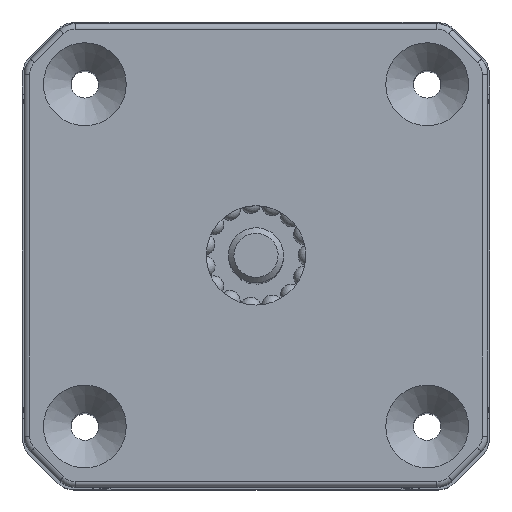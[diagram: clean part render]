
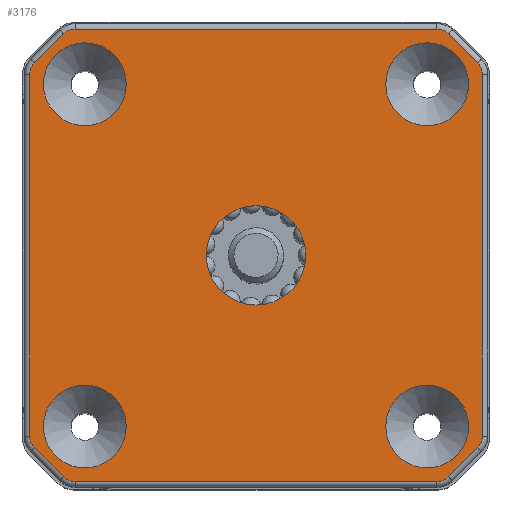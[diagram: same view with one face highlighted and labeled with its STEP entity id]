
A CAD part, top view. The second image highlights one B-rep face of the part: STEP entity #3176.
In plain terms, the highlighted planar face has unit normal (0, 0, 1).
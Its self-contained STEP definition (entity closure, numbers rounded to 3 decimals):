
#174=FACE_BOUND('',#749,.T.);
#175=FACE_BOUND('',#750,.T.);
#176=FACE_BOUND('',#751,.T.);
#177=FACE_BOUND('',#752,.T.);
#178=FACE_BOUND('',#753,.T.);
#291=CIRCLE('',#3467,3.75);
#293=CIRCLE('',#3470,3.75);
#295=CIRCLE('',#3473,3.75);
#297=CIRCLE('',#3476,3.75);
#298=CIRCLE('',#3478,4.5);
#299=CIRCLE('',#3484,1.5);
#300=CIRCLE('',#3485,1.5);
#301=CIRCLE('',#3486,1.5);
#302=CIRCLE('',#3487,1.5);
#303=CIRCLE('',#3488,1.5);
#304=CIRCLE('',#3489,1.5);
#305=CIRCLE('',#3490,1.5);
#306=CIRCLE('',#3491,1.5);
#562=FACE_OUTER_BOUND('',#748,.T.);
#748=EDGE_LOOP('',(#2391,#2392,#2393,#2394,#2395,#2396,#2397,#2398,#2399,
#2400,#2401,#2402,#2403,#2404,#2405,#2406));
#749=EDGE_LOOP('',(#2407));
#750=EDGE_LOOP('',(#2408));
#751=EDGE_LOOP('',(#2409));
#752=EDGE_LOOP('',(#2410));
#753=EDGE_LOOP('',(#2411));
#971=LINE('',#5190,#1142);
#972=LINE('',#5194,#1143);
#973=LINE('',#5198,#1144);
#974=LINE('',#5202,#1145);
#975=LINE('',#5206,#1146);
#976=LINE('',#5210,#1147);
#977=LINE('',#5214,#1148);
#978=LINE('',#5218,#1149);
#1142=VECTOR('',#4214,1000.);
#1143=VECTOR('',#4217,1000.);
#1144=VECTOR('',#4220,1000.);
#1145=VECTOR('',#4223,1000.);
#1146=VECTOR('',#4226,1000.);
#1147=VECTOR('',#4229,1000.);
#1148=VECTOR('',#4232,1000.);
#1149=VECTOR('',#4235,1000.);
#1334=VERTEX_POINT('',#5102);
#1336=VERTEX_POINT('',#5108);
#1338=VERTEX_POINT('',#5114);
#1340=VERTEX_POINT('',#5120);
#1341=VERTEX_POINT('',#5124);
#1366=VERTEX_POINT('',#5188);
#1367=VERTEX_POINT('',#5189);
#1368=VERTEX_POINT('',#5191);
#1369=VERTEX_POINT('',#5193);
#1370=VERTEX_POINT('',#5195);
#1371=VERTEX_POINT('',#5197);
#1372=VERTEX_POINT('',#5199);
#1373=VERTEX_POINT('',#5201);
#1374=VERTEX_POINT('',#5203);
#1375=VERTEX_POINT('',#5205);
#1376=VERTEX_POINT('',#5207);
#1377=VERTEX_POINT('',#5209);
#1378=VERTEX_POINT('',#5211);
#1379=VERTEX_POINT('',#5213);
#1380=VERTEX_POINT('',#5215);
#1381=VERTEX_POINT('',#5217);
#1726=EDGE_CURVE('',#1334,#1334,#291,.T.);
#1729=EDGE_CURVE('',#1336,#1336,#293,.T.);
#1732=EDGE_CURVE('',#1338,#1338,#295,.T.);
#1735=EDGE_CURVE('',#1340,#1340,#297,.T.);
#1737=EDGE_CURVE('',#1341,#1341,#298,.T.);
#1770=EDGE_CURVE('',#1366,#1367,#971,.T.);
#1771=EDGE_CURVE('',#1367,#1368,#299,.T.);
#1772=EDGE_CURVE('',#1368,#1369,#972,.T.);
#1773=EDGE_CURVE('',#1369,#1370,#300,.T.);
#1774=EDGE_CURVE('',#1370,#1371,#973,.T.);
#1775=EDGE_CURVE('',#1371,#1372,#301,.T.);
#1776=EDGE_CURVE('',#1372,#1373,#974,.T.);
#1777=EDGE_CURVE('',#1373,#1374,#302,.T.);
#1778=EDGE_CURVE('',#1374,#1375,#975,.T.);
#1779=EDGE_CURVE('',#1375,#1376,#303,.T.);
#1780=EDGE_CURVE('',#1376,#1377,#976,.T.);
#1781=EDGE_CURVE('',#1377,#1378,#304,.T.);
#1782=EDGE_CURVE('',#1378,#1379,#977,.T.);
#1783=EDGE_CURVE('',#1379,#1380,#305,.T.);
#1784=EDGE_CURVE('',#1380,#1381,#978,.T.);
#1785=EDGE_CURVE('',#1381,#1366,#306,.T.);
#2391=ORIENTED_EDGE('',*,*,#1770,.T.);
#2392=ORIENTED_EDGE('',*,*,#1771,.T.);
#2393=ORIENTED_EDGE('',*,*,#1772,.T.);
#2394=ORIENTED_EDGE('',*,*,#1773,.T.);
#2395=ORIENTED_EDGE('',*,*,#1774,.T.);
#2396=ORIENTED_EDGE('',*,*,#1775,.T.);
#2397=ORIENTED_EDGE('',*,*,#1776,.T.);
#2398=ORIENTED_EDGE('',*,*,#1777,.T.);
#2399=ORIENTED_EDGE('',*,*,#1778,.T.);
#2400=ORIENTED_EDGE('',*,*,#1779,.T.);
#2401=ORIENTED_EDGE('',*,*,#1780,.T.);
#2402=ORIENTED_EDGE('',*,*,#1781,.T.);
#2403=ORIENTED_EDGE('',*,*,#1782,.T.);
#2404=ORIENTED_EDGE('',*,*,#1783,.T.);
#2405=ORIENTED_EDGE('',*,*,#1784,.T.);
#2406=ORIENTED_EDGE('',*,*,#1785,.T.);
#2407=ORIENTED_EDGE('',*,*,#1735,.T.);
#2408=ORIENTED_EDGE('',*,*,#1732,.T.);
#2409=ORIENTED_EDGE('',*,*,#1729,.T.);
#2410=ORIENTED_EDGE('',*,*,#1726,.T.);
#2411=ORIENTED_EDGE('',*,*,#1737,.T.);
#3063=PLANE('',#3483);
#3176=ADVANCED_FACE('',(#562,#174,#175,#176,#177,#178),#3063,.F.);
#3467=AXIS2_PLACEMENT_3D('',#5104,#4144,#4145);
#3470=AXIS2_PLACEMENT_3D('',#5110,#4151,#4152);
#3473=AXIS2_PLACEMENT_3D('',#5116,#4158,#4159);
#3476=AXIS2_PLACEMENT_3D('',#5122,#4165,#4166);
#3478=AXIS2_PLACEMENT_3D('',#5126,#4170,#4171);
#3483=AXIS2_PLACEMENT_3D('',#5187,#4212,#4213);
#3484=AXIS2_PLACEMENT_3D('',#5192,#4215,#4216);
#3485=AXIS2_PLACEMENT_3D('',#5196,#4218,#4219);
#3486=AXIS2_PLACEMENT_3D('',#5200,#4221,#4222);
#3487=AXIS2_PLACEMENT_3D('',#5204,#4224,#4225);
#3488=AXIS2_PLACEMENT_3D('',#5208,#4227,#4228);
#3489=AXIS2_PLACEMENT_3D('',#5212,#4230,#4231);
#3490=AXIS2_PLACEMENT_3D('',#5216,#4233,#4234);
#3491=AXIS2_PLACEMENT_3D('',#5219,#4236,#4237);
#4144=DIRECTION('center_axis',(0.,0.,-1.));
#4145=DIRECTION('ref_axis',(0.,1.,0.));
#4151=DIRECTION('center_axis',(0.,0.,-1.));
#4152=DIRECTION('ref_axis',(0.,1.,0.));
#4158=DIRECTION('center_axis',(0.,0.,-1.));
#4159=DIRECTION('ref_axis',(0.,1.,0.));
#4165=DIRECTION('center_axis',(0.,0.,-1.));
#4166=DIRECTION('ref_axis',(0.,1.,0.));
#4170=DIRECTION('center_axis',(0.,0.,-1.));
#4171=DIRECTION('ref_axis',(0.,1.,0.));
#4212=DIRECTION('center_axis',(0.,0.,-1.));
#4213=DIRECTION('ref_axis',(0.,1.,0.));
#4214=DIRECTION('',(-1.,0.,0.));
#4215=DIRECTION('center_axis',(0.,0.,1.));
#4216=DIRECTION('ref_axis',(0.,1.,0.));
#4217=DIRECTION('',(-0.707,-0.707,0.));
#4218=DIRECTION('center_axis',(0.,0.,1.));
#4219=DIRECTION('ref_axis',(0.,1.,0.));
#4220=DIRECTION('',(0.,-1.,0.));
#4221=DIRECTION('center_axis',(0.,0.,1.));
#4222=DIRECTION('ref_axis',(0.,1.,0.));
#4223=DIRECTION('',(0.707,-0.707,0.));
#4224=DIRECTION('center_axis',(0.,0.,1.));
#4225=DIRECTION('ref_axis',(0.,1.,0.));
#4226=DIRECTION('',(1.,0.,0.));
#4227=DIRECTION('center_axis',(0.,0.,1.));
#4228=DIRECTION('ref_axis',(0.,1.,0.));
#4229=DIRECTION('',(0.707,0.707,0.));
#4230=DIRECTION('center_axis',(0.,0.,1.));
#4231=DIRECTION('ref_axis',(0.,1.,0.));
#4232=DIRECTION('',(0.,1.,0.));
#4233=DIRECTION('center_axis',(0.,0.,1.));
#4234=DIRECTION('ref_axis',(0.,1.,0.));
#4235=DIRECTION('',(-0.707,0.707,0.));
#4236=DIRECTION('center_axis',(0.,0.,1.));
#4237=DIRECTION('ref_axis',(0.,1.,0.));
#5102=CARTESIAN_POINT('',(-20.2,4.25,1125.));
#5104=CARTESIAN_POINT('Origin',(-20.2,0.5,1125.));
#5108=CARTESIAN_POINT('',(10.8,4.25,1125.));
#5110=CARTESIAN_POINT('Origin',(10.8,0.5,1125.));
#5114=CARTESIAN_POINT('',(10.8,-26.75,1125.));
#5116=CARTESIAN_POINT('Origin',(10.8,-30.5,1125.));
#5120=CARTESIAN_POINT('',(-20.2,-26.75,1125.));
#5122=CARTESIAN_POINT('Origin',(-20.2,-30.5,1125.));
#5124=CARTESIAN_POINT('',(-4.7,-10.5,1125.));
#5126=CARTESIAN_POINT('Origin',(-4.7,-15.,1125.));
#5187=CARTESIAN_POINT('Origin',(-4.7,-15.,1125.));
#5188=CARTESIAN_POINT('',(11.672,5.5,1125.));
#5189=CARTESIAN_POINT('',(-21.072,5.5,1125.));
#5190=CARTESIAN_POINT('',(-4.7,5.5,1125.));
#5191=CARTESIAN_POINT('',(-22.132,5.061,1125.));
#5192=CARTESIAN_POINT('Origin',(-21.072,4.,1125.));
#5193=CARTESIAN_POINT('',(-24.761,2.432,1125.));
#5194=CARTESIAN_POINT('',(-23.446,3.746,1125.));
#5195=CARTESIAN_POINT('',(-25.2,1.372,1125.));
#5196=CARTESIAN_POINT('Origin',(-23.7,1.372,1125.));
#5197=CARTESIAN_POINT('',(-25.2,-31.372,1125.));
#5198=CARTESIAN_POINT('',(-25.2,-31.372,1125.));
#5199=CARTESIAN_POINT('',(-24.761,-32.432,1125.));
#5200=CARTESIAN_POINT('Origin',(-23.7,-31.372,1125.));
#5201=CARTESIAN_POINT('',(-22.132,-35.061,1125.));
#5202=CARTESIAN_POINT('',(-22.132,-35.061,1125.));
#5203=CARTESIAN_POINT('',(-21.072,-35.5,1125.));
#5204=CARTESIAN_POINT('Origin',(-21.072,-34.,1125.));
#5205=CARTESIAN_POINT('',(11.672,-35.5,1125.));
#5206=CARTESIAN_POINT('',(11.672,-35.5,1125.));
#5207=CARTESIAN_POINT('',(12.732,-35.061,1125.));
#5208=CARTESIAN_POINT('Origin',(11.672,-34.,1125.));
#5209=CARTESIAN_POINT('',(15.361,-32.432,1125.));
#5210=CARTESIAN_POINT('',(15.361,-32.432,1125.));
#5211=CARTESIAN_POINT('',(15.8,-31.372,1125.));
#5212=CARTESIAN_POINT('Origin',(14.3,-31.372,1125.));
#5213=CARTESIAN_POINT('',(15.8,1.372,1125.));
#5214=CARTESIAN_POINT('',(15.8,-15.,1125.));
#5215=CARTESIAN_POINT('',(15.361,2.432,1125.));
#5216=CARTESIAN_POINT('Origin',(14.3,1.372,1125.));
#5217=CARTESIAN_POINT('',(12.732,5.061,1125.));
#5218=CARTESIAN_POINT('',(14.046,3.746,1125.));
#5219=CARTESIAN_POINT('Origin',(11.672,4.,1125.));
